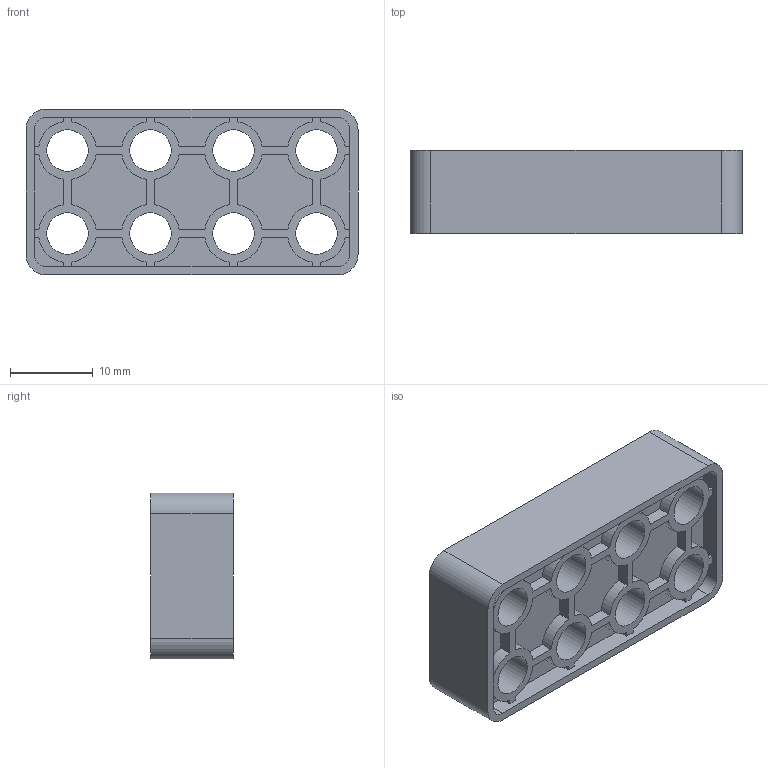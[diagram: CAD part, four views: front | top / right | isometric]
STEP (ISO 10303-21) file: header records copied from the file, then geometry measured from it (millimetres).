
FILE_DESCRIPTION(/* description */ ('Unknown'),/* implementation_level */ '2;1');
FILE_NAME(/* name */ '2x4',/* time_stamp */ '2018-06-25T19:17:20+02:00',/* author */ ('Unknown'),/* organization */ ('Unknown'),/* preprocessor_version */ 'ST-DEVELOPER v16.7',/* originating_system */ 'DEX',/* authorisation */ $);
FILE_SCHEMA (('AUTOMOTIVE_DESIGN {1 0 10303 214 3 1 1}'));
Length unit declared in the file: millimetre
Products named in the file (1): 2x4
Bounding box: 40 x 10 x 20 mm (x, y, z)
Volume: 4521.7 mm3; surface area: 4609 mm2
Topology: 1 solids, 1 shells, 218 faces, 624 edges, 416 vertices
Faces by surface type: plane 134, cylinder 84
Full cylindrical faces by diameter (mm): 5 x8
Entity records: 7158 total; most frequent: CARTESIAN_POINT 1251, ORIENTED_EDGE 1232, DIRECTION 1222, EDGE_CURVE 616, LINE 448, VECTOR 448, VERTEX_POINT 416, AXIS2_PLACEMENT_3D 387
